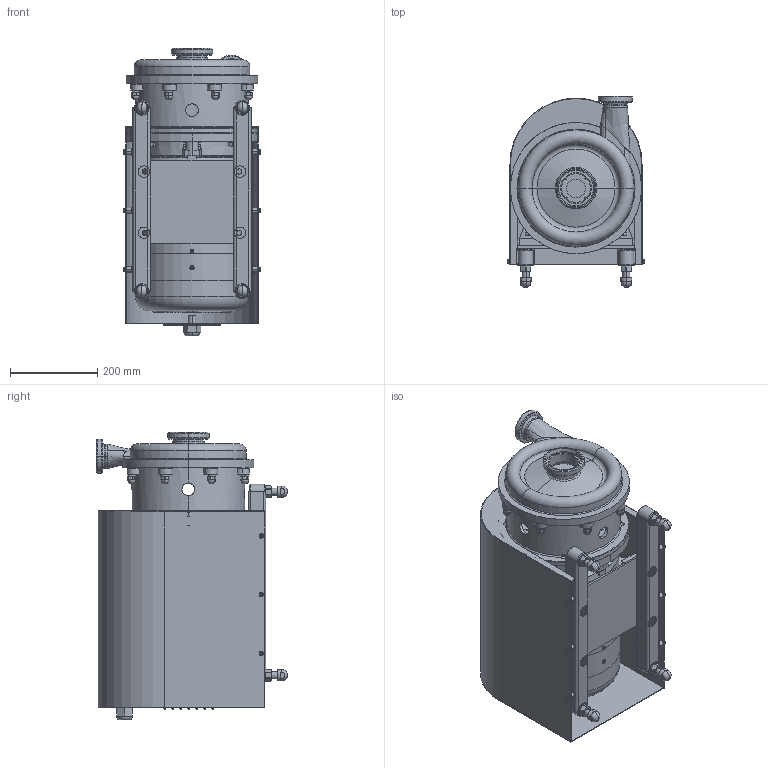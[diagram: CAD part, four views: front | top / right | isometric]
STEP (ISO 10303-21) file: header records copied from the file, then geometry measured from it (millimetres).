
FILE_DESCRIPTION (( 'STEP AP203' ), '1' );
FILE_NAME ('Pompa GU-30.STEP', '2012-07-26T07:05:59', ( 'DS02' ), ( 'Microsoft' ), 'SwSTEP 2.0', 'SolidWorks 2010', '' );
FILE_SCHEMA (( 'CONFIG_CONTROL_DESIGN' ));
Products named in the file (2): Pompa GU-30; Pompa GU30_zewnêtrzne œciany
Assembly tree (1 placements, depth 2):
  Pompa GU-30
    Pompa GU30_zewnêtrzne œciany
Bounding box: 315.07 x 437 x 658.36 mm (x, y, z)
Surface area: 2507584.7 mm2 (no closed solid volume)
Topology: 0 solids, 121 shells, 979 faces, 4219 edges, 3227 vertices
Faces by surface type: plane 367, cylinder 323, cone 166, torus 52, sphere 36, bspline 35
Entity records: 56168 total; most frequent: CARTESIAN_POINT 23424, DIRECTION 6617, ORIENTED_EDGE 5914, EDGE_CURVE 4187, VERTEX_POINT 3227, AXIS2_PLACEMENT_3D 2501, LINE 1615, VECTOR 1615
